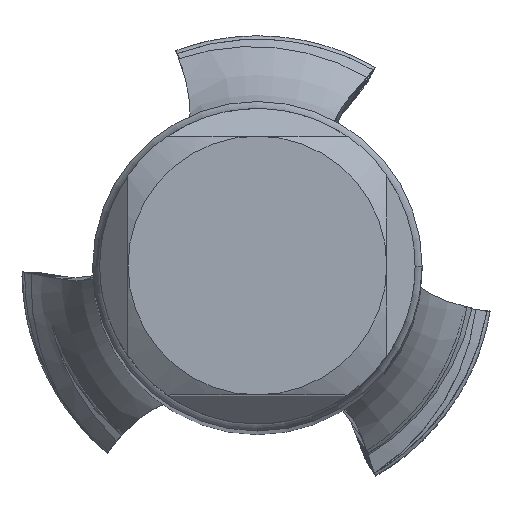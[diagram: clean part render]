
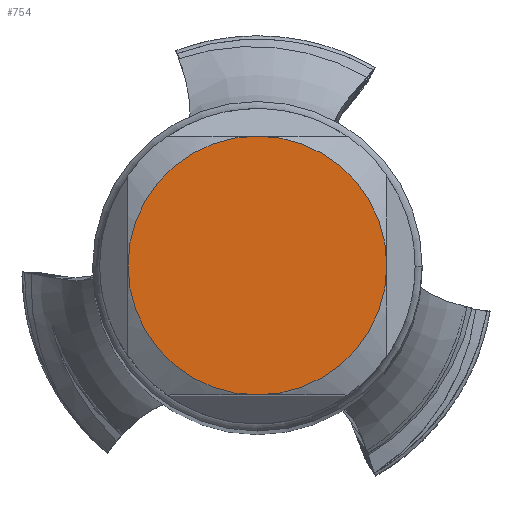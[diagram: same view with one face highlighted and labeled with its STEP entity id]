
A CAD part, top view. The second image highlights one B-rep face of the part: STEP entity #754.
In plain terms, the highlighted planar face has unit normal (0, 0, 1).
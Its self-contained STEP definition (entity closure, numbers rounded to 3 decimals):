
#754=ADVANCED_FACE('',(#1088),#1054,.F.);
#1054=PLANE('',#5536);
#1088=FACE_OUTER_BOUND('',#1388,.T.);
#1388=EDGE_LOOP('',(#1688,#1689,#1690,#1691));
#1688=ORIENTED_EDGE('',*,*,#4071,.T.);
#1689=ORIENTED_EDGE('',*,*,#4072,.T.);
#1690=ORIENTED_EDGE('',*,*,#4073,.T.);
#1691=ORIENTED_EDGE('',*,*,#4074,.T.);
#3474=VERTEX_POINT('',#5976);
#3475=VERTEX_POINT('',#5977);
#3476=VERTEX_POINT('',#5979);
#3477=VERTEX_POINT('',#5981);
#4071=EDGE_CURVE('',#3474,#3475,#4964,.T.);
#4072=EDGE_CURVE('',#3475,#3476,#4965,.T.);
#4073=EDGE_CURVE('',#3476,#3477,#4966,.T.);
#4074=EDGE_CURVE('',#3477,#3474,#4967,.T.);
#4964=CIRCLE('',#5532,2.75);
#4965=CIRCLE('',#5533,2.75);
#4966=CIRCLE('',#5534,2.75);
#4967=CIRCLE('',#5535,2.75);
#5532=AXIS2_PLACEMENT_3D('',#5975,#5658,#5659);
#5533=AXIS2_PLACEMENT_3D('',#5978,#5660,#5661);
#5534=AXIS2_PLACEMENT_3D('',#5980,#5662,#5663);
#5535=AXIS2_PLACEMENT_3D('',#5982,#5664,#5665);
#5536=AXIS2_PLACEMENT_3D('',#5983,#5666,#5667);
#5658=DIRECTION('',(0.,0.,1.));
#5659=DIRECTION('',(1.,0.,0.));
#5660=DIRECTION('',(0.,0.,1.));
#5661=DIRECTION('',(1.,0.,0.));
#5662=DIRECTION('',(0.,0.,1.));
#5663=DIRECTION('',(1.,0.,0.));
#5664=DIRECTION('',(0.,0.,1.));
#5665=DIRECTION('',(1.,0.,0.));
#5666=DIRECTION('',(0.,0.,-1.));
#5667=DIRECTION('',(-1.,0.,0.));
#5975=CARTESIAN_POINT('',(0.,0.,0.));
#5976=CARTESIAN_POINT('',(0.,2.75,0.));
#5977=CARTESIAN_POINT('',(-2.75,0.,0.));
#5978=CARTESIAN_POINT('',(0.,0.,0.));
#5979=CARTESIAN_POINT('',(0.,-2.75,0.));
#5980=CARTESIAN_POINT('',(0.,0.,0.));
#5981=CARTESIAN_POINT('',(2.75,0.,0.));
#5982=CARTESIAN_POINT('',(0.,0.,0.));
#5983=CARTESIAN_POINT('',(0.,2.75,0.));
